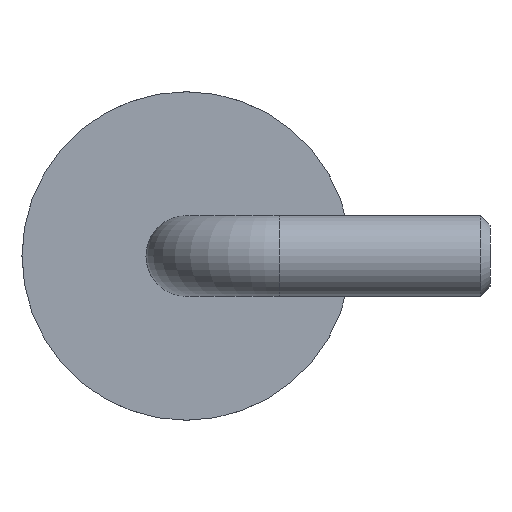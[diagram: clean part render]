
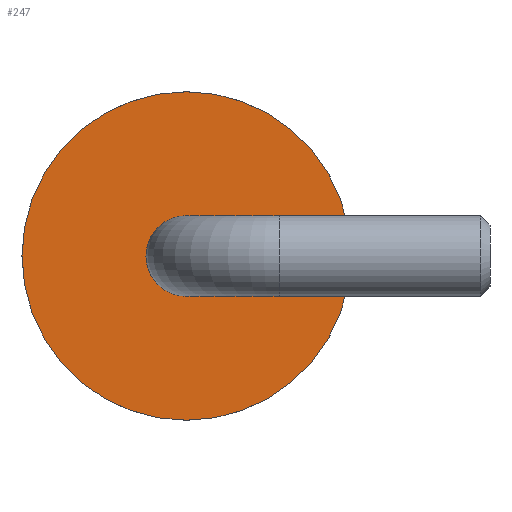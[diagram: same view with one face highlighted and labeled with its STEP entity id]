
A CAD part, left-side view. The second image highlights one B-rep face of the part: STEP entity #247.
In plain terms, the highlighted planar face has unit normal (-1, 0, 0).
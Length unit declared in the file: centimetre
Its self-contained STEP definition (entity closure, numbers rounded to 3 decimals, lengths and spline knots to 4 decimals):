
#79=PLANE('',#280);
#94=VERTEX_POINT('',#304);
#102=VERTEX_POINT('',#328);
#110=CIRCLE('',#263,0.065);
#118=CIRCLE('',#279,0.265);
#126=EDGE_CURVE('',#94,#94,#110,.T.);
#134=EDGE_CURVE('',#102,#102,#118,.T.);
#165=ORIENTED_EDGE('',*,*,#126,.T.);
#166=ORIENTED_EDGE('',*,*,#134,.F.);
#197=EDGE_LOOP('',(#165));
#198=EDGE_LOOP('',(#166));
#229=FACE_BOUND('',#197,.T.);
#230=FACE_BOUND('',#198,.T.);
#247=ADVANCED_FACE('',(#229,#230),#79,.F.);
#263=AXIS2_PLACEMENT_3D('',#303,#357,#358);
#279=AXIS2_PLACEMENT_3D('',#327,#385,#386);
#280=AXIS2_PLACEMENT_3D('',#329,#387,$);
#303=CARTESIAN_POINT('',(-0.35,0.,0.));
#304=CARTESIAN_POINT('',(-0.35,0.,0.065));
#327=CARTESIAN_POINT('',(-0.35,0.,0.));
#328=CARTESIAN_POINT('',(-0.35,0.,-0.265));
#329=CARTESIAN_POINT('',(-0.35,0.,0.));
#357=DIRECTION('',(1.,0.,0.));
#358=DIRECTION('',(0.,0.,0.065));
#385=DIRECTION('',(1.,0.,0.));
#386=DIRECTION('',(0.,0.,-0.265));
#387=DIRECTION('',(1.,0.,0.));
